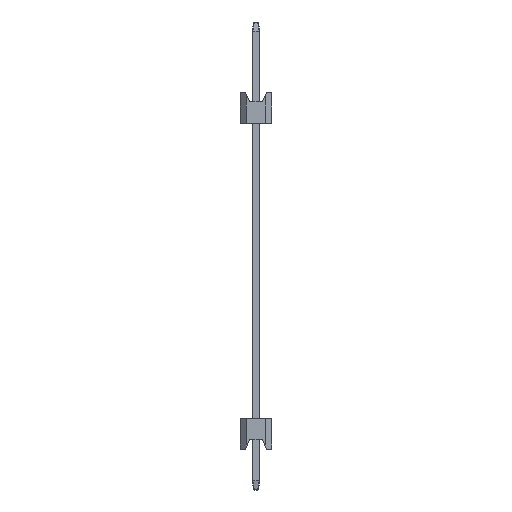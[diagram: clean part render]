
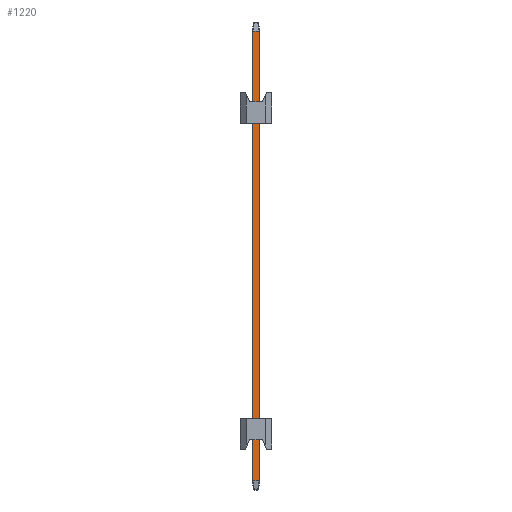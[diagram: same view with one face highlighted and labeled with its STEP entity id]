
A CAD part, left-side view. The second image highlights one B-rep face of the part: STEP entity #1220.
In plain terms, the highlighted planar face has unit normal (-1, 0, 0).
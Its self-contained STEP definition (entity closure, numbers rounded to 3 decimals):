
#150=FACE_OUTER_BOUND('',#214,.T.);
#214=EDGE_LOOP('',(#959,#960,#961,#962,#963,#964,#965,#966));
#265=LINE('',#1785,#421);
#274=LINE('',#1803,#430);
#304=LINE('',#1858,#460);
#317=LINE('',#1885,#473);
#320=LINE('',#1891,#476);
#323=LINE('',#1897,#479);
#339=LINE('',#1924,#495);
#340=LINE('',#1926,#496);
#421=VECTOR('',#1437,10.);
#430=VECTOR('',#1450,10.);
#460=VECTOR('',#1500,10.);
#473=VECTOR('',#1521,10.);
#476=VECTOR('',#1526,10.);
#479=VECTOR('',#1531,10.);
#495=VECTOR('',#1565,10.);
#496=VECTOR('',#1568,10.);
#575=VERTEX_POINT('',#1783);
#576=VERTEX_POINT('',#1784);
#583=VERTEX_POINT('',#1801);
#597=VERTEX_POINT('',#1853);
#605=VERTEX_POINT('',#1877);
#608=VERTEX_POINT('',#1883);
#610=VERTEX_POINT('',#1889);
#612=VERTEX_POINT('',#1895);
#673=EDGE_CURVE('',#575,#576,#265,.T.);
#682=EDGE_CURVE('',#583,#575,#274,.T.);
#712=EDGE_CURVE('',#576,#597,#304,.T.);
#725=EDGE_CURVE('',#608,#605,#317,.T.);
#728=EDGE_CURVE('',#610,#608,#320,.T.);
#731=EDGE_CURVE('',#612,#610,#323,.T.);
#747=EDGE_CURVE('',#605,#583,#339,.T.);
#748=EDGE_CURVE('',#597,#612,#340,.T.);
#959=ORIENTED_EDGE('',*,*,#712,.F.);
#960=ORIENTED_EDGE('',*,*,#673,.F.);
#961=ORIENTED_EDGE('',*,*,#682,.F.);
#962=ORIENTED_EDGE('',*,*,#747,.F.);
#963=ORIENTED_EDGE('',*,*,#725,.F.);
#964=ORIENTED_EDGE('',*,*,#728,.F.);
#965=ORIENTED_EDGE('',*,*,#731,.F.);
#966=ORIENTED_EDGE('',*,*,#748,.F.);
#1156=PLANE('',#1347);
#1220=ADVANCED_FACE('',(#150),#1156,.T.);
#1347=AXIS2_PLACEMENT_3D('',#1925,#1566,#1567);
#1437=DIRECTION('',(0.,0.,-1.));
#1450=DIRECTION('',(0.,-0.371,-0.928));
#1500=DIRECTION('',(0.,0.371,-0.928));
#1521=DIRECTION('',(0.,-0.371,0.928));
#1526=DIRECTION('',(0.,0.,1.));
#1531=DIRECTION('',(0.,0.371,0.928));
#1565=DIRECTION('',(0.,-1.,0.));
#1566=DIRECTION('center_axis',(-1.,0.,0.));
#1567=DIRECTION('ref_axis',(0.,-1.,0.));
#1568=DIRECTION('',(0.,1.,0.));
#1783=CARTESIAN_POINT('',(-0.32,-0.27,33.748));
#1784=CARTESIAN_POINT('',(-0.32,-0.27,-2.548));
#1785=CARTESIAN_POINT('',(-0.32,-0.27,0.));
#1801=CARTESIAN_POINT('',(-0.32,-0.269,33.75));
#1803=CARTESIAN_POINT('',(-0.32,-5.973,19.491));
#1853=CARTESIAN_POINT('',(-0.32,-0.269,-2.55));
#1858=CARTESIAN_POINT('',(-0.32,-0.593,-1.739));
#1877=CARTESIAN_POINT('',(-0.32,0.269,33.75));
#1883=CARTESIAN_POINT('',(-0.32,0.27,33.748));
#1885=CARTESIAN_POINT('',(-0.32,6.017,19.381));
#1889=CARTESIAN_POINT('',(-0.32,0.27,-2.548));
#1891=CARTESIAN_POINT('',(-0.32,0.27,0.));
#1895=CARTESIAN_POINT('',(-0.32,0.269,-2.55));
#1897=CARTESIAN_POINT('',(-0.32,0.637,-1.629));
#1924=CARTESIAN_POINT('',(-0.32,0.16,33.75));
#1925=CARTESIAN_POINT('Origin',(-0.32,0.32,0.));
#1926=CARTESIAN_POINT('',(-0.32,0.16,-2.55));
